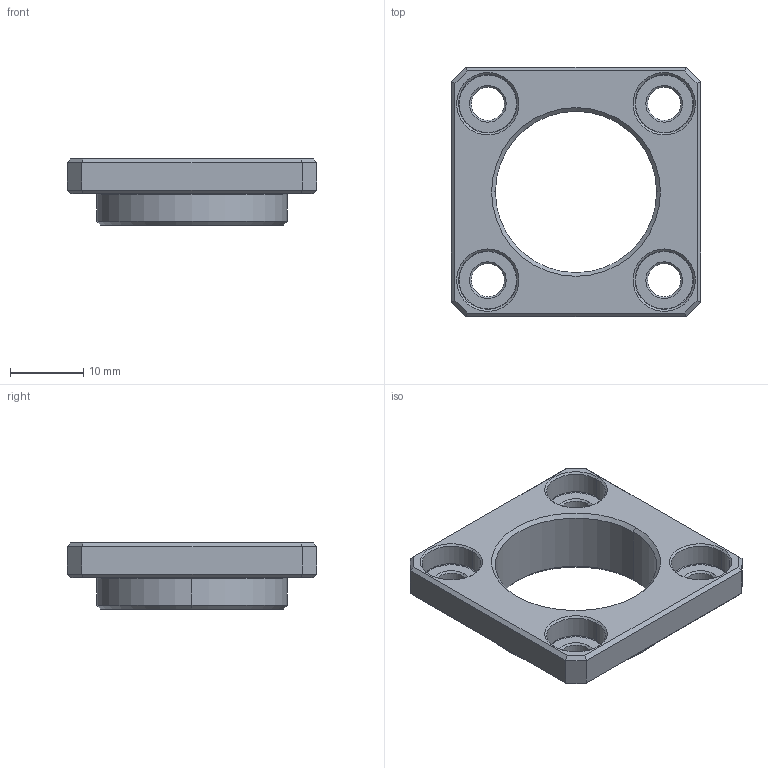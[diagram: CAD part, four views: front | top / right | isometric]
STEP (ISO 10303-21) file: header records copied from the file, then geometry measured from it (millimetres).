
FILE_DESCRIPTION (( 'STEP AP214' ), '1' );
FILE_NAME ('BK Flange.STEP', '2018-03-24T09:27:16', ( '' ), ( '' ), 'SwSTEP 2.0', 'SolidWorks 2017', '' );
FILE_SCHEMA (( 'AUTOMOTIVE_DESIGN' ));
Length unit declared in the file: millimetre
Products named in the file (1): BK Flange
Bounding box: 34 x 34 x 9 mm (x, y, z)
Volume: 3472.7 mm3; surface area: 3233.1 mm2
Topology: 1 solids, 1 shells, 91 faces, 196 edges, 112 vertices
Faces by surface type: plane 31, cone 30, cylinder 20, torus 10
Entity records: 2486 total; most frequent: DIRECTION 470, CARTESIAN_POINT 400, ORIENTED_EDGE 392, EDGE_CURVE 196, AXIS2_PLACEMENT_3D 182, VERTEX_POINT 112, EDGE_LOOP 106, VECTOR 106
